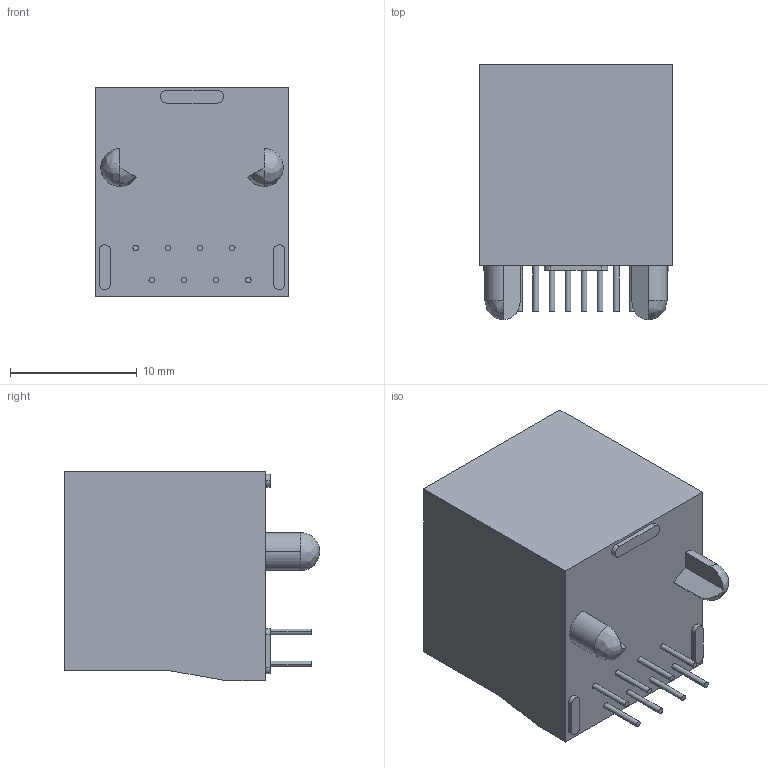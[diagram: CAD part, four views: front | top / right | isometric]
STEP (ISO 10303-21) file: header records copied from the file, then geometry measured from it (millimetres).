
FILE_DESCRIPTION (( 'STEP AP214' ), '1' );
FILE_NAME ('RJE081880110.STEP', '2023-04-24T19:13:11', ( '' ), ( '' ), 'SwSTEP 2.0', 'SolidWorks 2021', '' );
FILE_SCHEMA (( 'AUTOMOTIVE_DESIGN' ));
Length unit declared in the file: millimetre
Products named in the file (2): RJE081880110--3DModel-STEP-533217; RJE081880110
Assembly tree (1 placements, depth 2):
  RJE081880110
    RJE081880110--3DModel-STEP-533217
Bounding box: 15.26 x 20.19 x 16.56 mm (x, y, z)
Volume: 2365.5 mm3; surface area: 2404.4 mm2
Topology: 1 solids, 1 shells, 125 faces, 337 edges, 216 vertices
Faces by surface type: plane 70, cylinder 51, bspline 4
Entity records: 4530 total; most frequent: CARTESIAN_POINT 908, ORIENTED_EDGE 666, DIRECTION 595, EDGE_CURVE 333, VERTEX_POINT 216, LINE 215, VECTOR 215, AXIS2_PLACEMENT_3D 190
